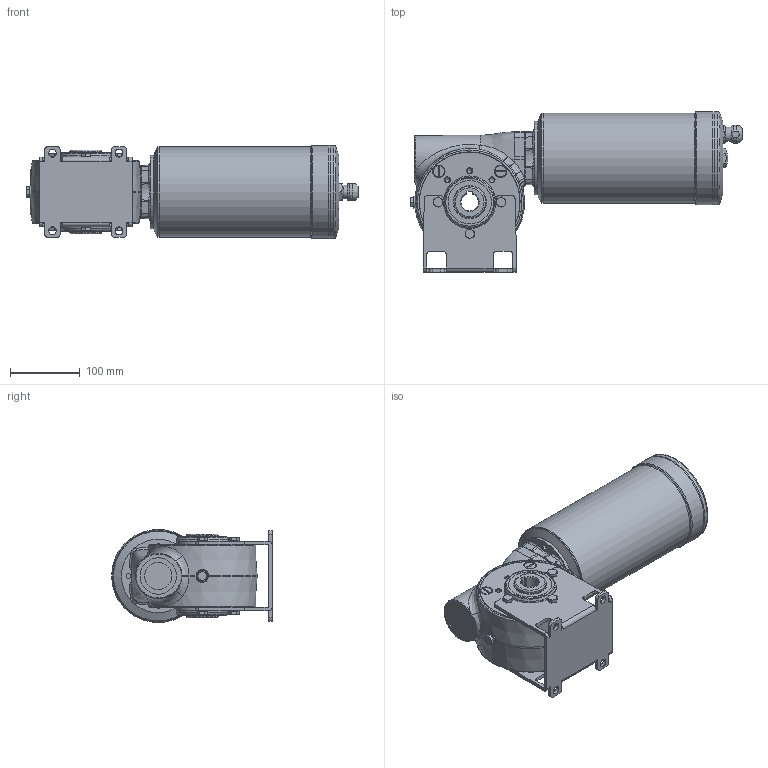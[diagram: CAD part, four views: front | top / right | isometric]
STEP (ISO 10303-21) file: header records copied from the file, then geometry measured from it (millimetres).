
FILE_DESCRIPTION( ( 'Unknown' ), '1' );
FILE_NAME( '217481C6A4FD661BDEE15982BB1162E.3d.stp', 'Unknown', ( 'Unknown' ), ( 'Unknown' ), 'PSStep 10.1', 'Unknown', ' ' );
FILE_SCHEMA( ( 'AUTOMOTIVE_DESIGN { 1 0 10303 214 1 1 1 1 }' ) );
Length unit declared in the file: millimetre
Products named in the file (1): N638800
Bounding box: 474.3 x 229.5 x 133 mm (x, y, z)
Volume: 5779803.1 mm3; surface area: 318070.3 mm2
Topology: 1 solids, 29 shells, 764 faces, 1844 edges, 1170 vertices
Faces by surface type: plane 293, cylinder 186, cone 154, bspline 88, torus 42, sphere 1
Full cylindrical faces by diameter (mm): 4.134 x2, 4.917 x8, 6.647 x20, 7 x5, 8 x10, 9 x4, 9.5 x6, 11.6 x6, 13 x4, 13.4 x1, 14 x5, 16.662 x1, 17 x1, 18 x1, 20 x1, 35 x1, 39 x1, 45 x2, 46 x2, 47 x1, 47.5 x2, 52 x2, 62 x2, 105 x1, 128.98 x1, 129 x2, 132.98 x2, 133 x3, 144 x1
Entity records: 33681 total; most frequent: CARTESIAN_POINT 12125, DIRECTION 3063, ORIENTED_EDGE 2954, EDGE_CURVE 1477, AXIS2_PLACEMENT_3D 1264, EDGE_LOOP 1058, VERTEX_POINT 1052, FACE_OUTER_BOUND 892
